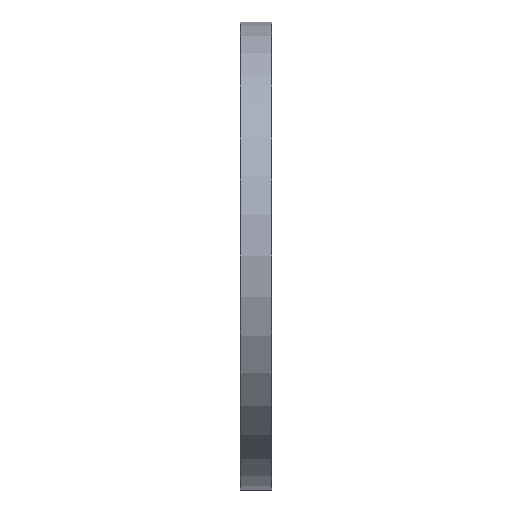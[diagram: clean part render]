
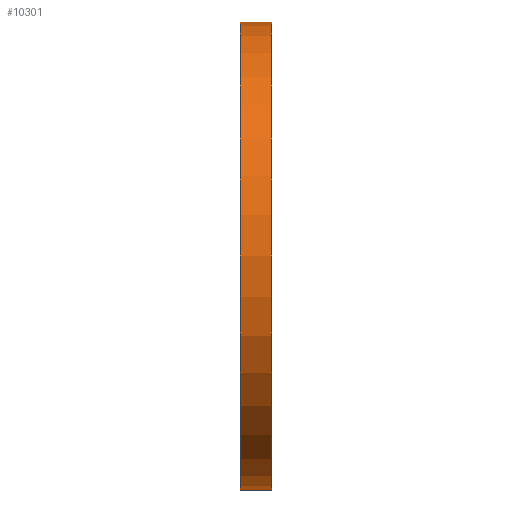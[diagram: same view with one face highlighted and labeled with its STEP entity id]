
A CAD part, left-side view. The second image highlights one B-rep face of the part: STEP entity #10301.
In plain terms, the highlighted cylindrical face has radius 60 mm (diameter 120 mm), a partial arc.
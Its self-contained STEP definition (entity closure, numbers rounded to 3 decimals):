
#112 = LINE ( 'NONE', #14794, #6192 ) ;
#492 = AXIS2_PLACEMENT_3D ( 'NONE', #13515, #1822, #8810 ) ;
#523 = ORIENTED_EDGE ( 'NONE', *, *, #5654, .T. ) ;
#1034 = EDGE_CURVE ( 'NONE', #9610, #2961, #11582, .T. ) ;
#1700 = ORIENTED_EDGE ( 'NONE', *, *, #2827, .T. ) ;
#1822 = DIRECTION ( 'NONE',  ( 0., 1., 0. ) ) ;
#2058 = ORIENTED_EDGE ( 'NONE', *, *, #1034, .F. ) ;
#2827 = EDGE_CURVE ( 'NONE', #7991, #10516, #112, .T. ) ;
#2961 = VERTEX_POINT ( 'NONE', #8334 ) ;
#3040 = CARTESIAN_POINT ( 'NONE',  ( 0., 4., 60. ) ) ;
#3684 = EDGE_CURVE ( 'NONE', #7991, #9610, #4789, .T. ) ;
#4149 = CARTESIAN_POINT ( 'NONE',  ( 0., -4., -60. ) ) ;
#4789 = CIRCLE ( 'NONE', #492, 60. ) ;
#4957 = CIRCLE ( 'NONE', #13076, 60. ) ;
#5654 = EDGE_CURVE ( 'NONE', #10516, #2961, #4957, .T. ) ;
#5851 = EDGE_LOOP ( 'NONE', ( #2058, #8737, #1700, #523 ) ) ;
#5967 = DIRECTION ( 'NONE',  ( 0., -1., 0. ) ) ;
#6133 = DIRECTION ( 'NONE',  ( 0., 0., -1. ) ) ;
#6192 = VECTOR ( 'NONE', #9104, 1000. ) ;
#7389 = DIRECTION ( 'NONE',  ( 0., -1., 0. ) ) ;
#7991 = VERTEX_POINT ( 'NONE', #8604 ) ;
#8334 = CARTESIAN_POINT ( 'NONE',  ( 0., -4., 60. ) ) ;
#8604 = CARTESIAN_POINT ( 'NONE',  ( 0., 4., -60. ) ) ;
#8737 = ORIENTED_EDGE ( 'NONE', *, *, #3684, .F. ) ;
#8810 = DIRECTION ( 'NONE',  ( 0., 0., 1. ) ) ;
#9104 = DIRECTION ( 'NONE',  ( 0., -1., 0. ) ) ;
#9189 = DIRECTION ( 'NONE',  ( 0., 1., 0. ) ) ;
#9336 = DIRECTION ( 'NONE',  ( 0., 0., 1. ) ) ;
#9610 = VERTEX_POINT ( 'NONE', #3040 ) ;
#9676 = CARTESIAN_POINT ( 'NONE',  ( 0., 4., 0. ) ) ;
#9904 = CYLINDRICAL_SURFACE ( 'NONE', #13095, 60. ) ;
#10278 = FACE_OUTER_BOUND ( 'NONE', #5851, .T. ) ;
#10301 = ADVANCED_FACE ( 'NONE', ( #10278 ), #9904, .T. ) ;
#10305 = CARTESIAN_POINT ( 'NONE',  ( 0., -4., 0. ) ) ;
#10516 = VERTEX_POINT ( 'NONE', #4149 ) ;
#11582 = LINE ( 'NONE', #15011, #14498 ) ;
#13076 = AXIS2_PLACEMENT_3D ( 'NONE', #10305, #9189, #9336 ) ;
#13095 = AXIS2_PLACEMENT_3D ( 'NONE', #9676, #7389, #6133 ) ;
#13515 = CARTESIAN_POINT ( 'NONE',  ( 0., 4., 0. ) ) ;
#14498 = VECTOR ( 'NONE', #5967, 1000. ) ;
#14794 = CARTESIAN_POINT ( 'NONE',  ( 0., 4., -60. ) ) ;
#15011 = CARTESIAN_POINT ( 'NONE',  ( 0., 4., 60. ) ) ;
